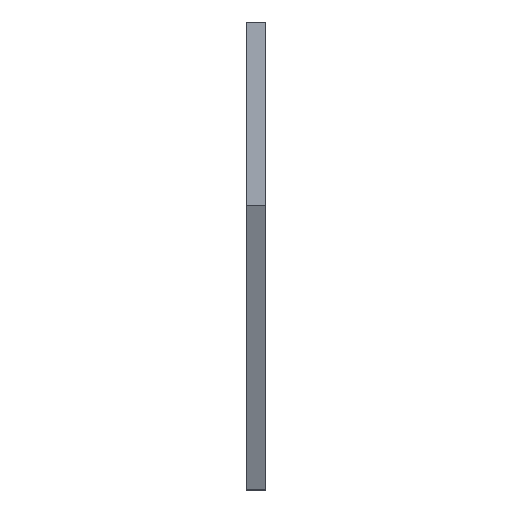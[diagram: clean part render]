
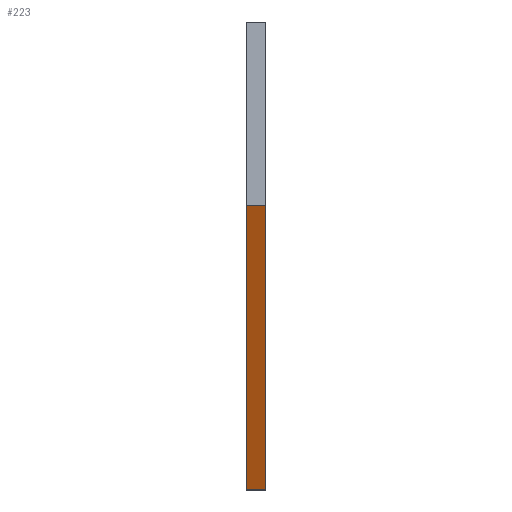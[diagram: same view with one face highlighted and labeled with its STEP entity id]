
A CAD part, left-side view. The second image highlights one B-rep face of the part: STEP entity #223.
In plain terms, the highlighted planar face has unit normal (-0.924, 0, -0.383).
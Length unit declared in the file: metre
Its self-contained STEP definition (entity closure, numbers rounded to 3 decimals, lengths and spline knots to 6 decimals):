
#223 = ADVANCED_FACE( 'NONE', ( #552 ), #553, .T. );
#552 = FACE_OUTER_BOUND( '', #981, .T. );
#553 = PLANE( '', #982 );
#981 = EDGE_LOOP( '', ( #1651, #1652, #1653, #1654 ) );
#982 = AXIS2_PLACEMENT_3D( '', #1655, #1656, #1657 );
#1651 = ORIENTED_EDGE( '', *, *, #2383, .F. );
#1652 = ORIENTED_EDGE( '', *, *, #2170, .T. );
#1653 = ORIENTED_EDGE( '', *, *, #2307, .F. );
#1654 = ORIENTED_EDGE( '', *, *, #2384, .F. );
#1655 = CARTESIAN_POINT( '', ( -0.042181, -0.06659, -0.017472 ) );
#1656 = DIRECTION( '', ( -0.924, 0., -0.383 ) );
#1657 = DIRECTION( '', ( -0.383, 0., 0.924 ) );
#2170 = EDGE_CURVE( 'NONE', #2560, #2565, #2567, .T. );
#2307 = EDGE_CURVE( 'NONE', #2794, #2565, #2796, .T. );
#2383 = EDGE_CURVE( 'NONE', #2560, #2918, #2919, .T. );
#2384 = EDGE_CURVE( 'NONE', #2918, #2794, #2920, .T. );
#2560 = VERTEX_POINT( 'NONE', #3145 );
#2565 = VERTEX_POINT( 'NONE', #3152 );
#2567 = LINE( '', #3155, #3156 );
#2794 = VERTEX_POINT( 'NONE', #3429 );
#2796 = LINE( '', #3432, #3433 );
#2918 = VERTEX_POINT( 'NONE', #3587 );
#2919 = LINE( '', #3588, #3589 );
#2920 = LINE( '', #3590, #3591 );
#3145 = CARTESIAN_POINT( '', ( -0.057489, 0., 0.019483 ) );
#3152 = CARTESIAN_POINT( '', ( -0.057489, 0.0025, 0.019483 ) );
#3155 = CARTESIAN_POINT( '', ( -0.057489, -0.06659, 0.019483 ) );
#3156 = VECTOR( '', #3823, 1. );
#3429 = CARTESIAN_POINT( '', ( -0.042181, 0.0025, -0.017472 ) );
#3432 = CARTESIAN_POINT( '', ( -0.042181, 0.0025, -0.017472 ) );
#3433 = VECTOR( '', #4033, 1. );
#3587 = CARTESIAN_POINT( '', ( -0.042181, 0., -0.017472 ) );
#3588 = CARTESIAN_POINT( '', ( -0.042181, 0., -0.017472 ) );
#3589 = VECTOR( '', #4174, 1. );
#3590 = CARTESIAN_POINT( '', ( -0.042181, -0.06659, -0.017472 ) );
#3591 = VECTOR( '', #4175, 1. );
#3823 = DIRECTION( '', ( 0., 1., 0. ) );
#4033 = DIRECTION( '', ( -0.383, 0., 0.924 ) );
#4174 = DIRECTION( '', ( 0.383, 0., -0.924 ) );
#4175 = DIRECTION( '', ( 0., 1., 0. ) );
